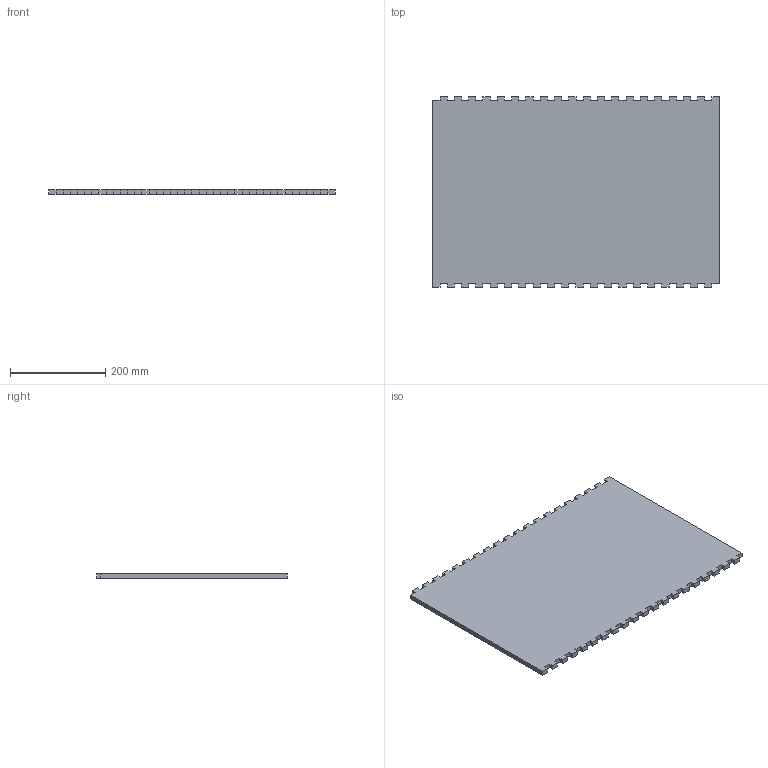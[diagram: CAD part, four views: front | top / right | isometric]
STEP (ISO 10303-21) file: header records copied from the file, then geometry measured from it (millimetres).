
FILE_DESCRIPTION(/* description */ (''),/* implementation_level */ '2;1');
FILE_NAME(/* name */ 'Chassis robot v1.step',/* time_stamp */ '2025-06-16T07:34:28+02:00',/* author */ (''),/* organization */ (''),/* preprocessor_version */ 'ST-DEVELOPER v20.1',/* originating_system */ 'Autodesk Translation Framework v14.10.0.0',/* authorisation */ '');
FILE_SCHEMA (('AUTOMOTIVE_DESIGN { 1 0 10303 214 3 1 1 }'));
Length unit declared in the file: millimetre
Products named in the file (1): Chassis robot
Bounding box: 600 x 400 x 10 mm (x, y, z)
Volume: 2352000 mm3; surface area: 496480 mm2
Topology: 1 solids, 1 shells, 162 faces, 480 edges, 320 vertices
Faces by surface type: plane 162
Entity records: 5337 total; most frequent: CARTESIAN_POINT 963, ORIENTED_EDGE 960, DIRECTION 806, LINE 480, VECTOR 480, EDGE_CURVE 480, VERTEX_POINT 320, AXIS2_PLACEMENT_3D 163
